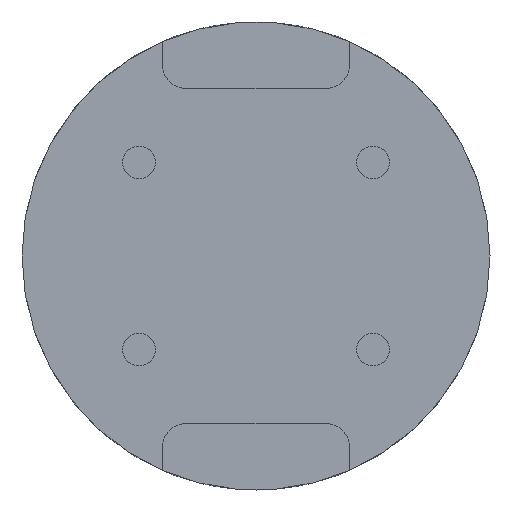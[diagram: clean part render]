
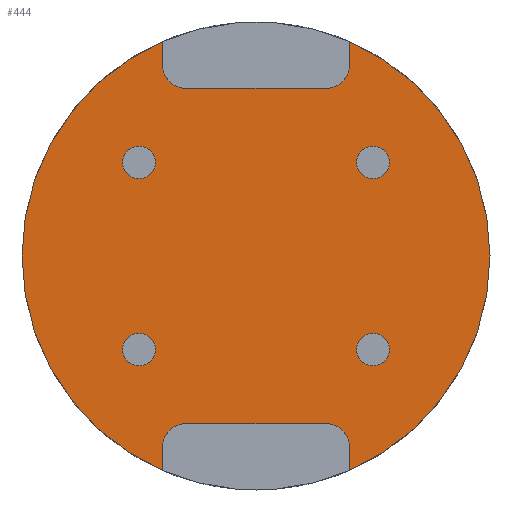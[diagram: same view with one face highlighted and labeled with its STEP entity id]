
A CAD part, front view. The second image highlights one B-rep face of the part: STEP entity #444.
In plain terms, the highlighted planar face has unit normal (0, -1, 0).
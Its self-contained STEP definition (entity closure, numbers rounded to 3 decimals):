
#1=CARTESIAN_POINT('',(2.5,-4.5,2.));
#2=DIRECTION('',(0.,-1.,0.));
#3=DIRECTION('',(1.,0.,0.));
#4=AXIS2_PLACEMENT_3D('',#1,#2,#3);
#6=CARTESIAN_POINT('',(2.5,-4.5,2.));
#7=DIRECTION('',(0.,-1.,0.));
#8=DIRECTION('',(-1.,0.,0.));
#9=AXIS2_PLACEMENT_3D('',#6,#7,#8);
#11=CARTESIAN_POINT('',(2.5,-4.5,-2.));
#12=DIRECTION('',(0.,-1.,0.));
#13=DIRECTION('',(1.,0.,0.));
#14=AXIS2_PLACEMENT_3D('',#11,#12,#13);
#16=CARTESIAN_POINT('',(2.5,-4.5,-2.));
#17=DIRECTION('',(0.,-1.,0.));
#18=DIRECTION('',(-1.,0.,0.));
#19=AXIS2_PLACEMENT_3D('',#16,#17,#18);
#21=CARTESIAN_POINT('',(-2.5,-4.5,2.));
#22=DIRECTION('',(0.,-1.,0.));
#23=DIRECTION('',(1.,0.,0.));
#24=AXIS2_PLACEMENT_3D('',#21,#22,#23);
#26=CARTESIAN_POINT('',(-2.5,-4.5,2.));
#27=DIRECTION('',(0.,-1.,0.));
#28=DIRECTION('',(-1.,0.,0.));
#29=AXIS2_PLACEMENT_3D('',#26,#27,#28);
#31=CARTESIAN_POINT('',(-2.5,-4.5,-2.));
#32=DIRECTION('',(0.,-1.,0.));
#33=DIRECTION('',(1.,0.,0.));
#34=AXIS2_PLACEMENT_3D('',#31,#32,#33);
#36=CARTESIAN_POINT('',(-2.5,-4.5,-2.));
#37=DIRECTION('',(0.,-1.,0.));
#38=DIRECTION('',(-1.,0.,0.));
#39=AXIS2_PLACEMENT_3D('',#36,#37,#38);
#41=DIRECTION('',(0.,0.,1.));
#42=VECTOR('',#41,0.5);
#43=CARTESIAN_POINT('',(2.,-4.5,-4.583));
#44=LINE('',#43,#42);
#45=DIRECTION('',(-1.,0.,0.));
#46=VECTOR('',#45,3.);
#47=CARTESIAN_POINT('',(1.5,-4.5,-3.583));
#48=LINE('',#47,#46);
#49=DIRECTION('',(0.,0.,-1.));
#50=VECTOR('',#49,0.5);
#51=CARTESIAN_POINT('',(-2.,-4.5,-4.083));
#52=LINE('',#51,#50);
#53=CARTESIAN_POINT('',(0.,-4.5,0.));
#54=DIRECTION('',(0.,1.,0.));
#55=DIRECTION('',(-0.4,0.,-0.917));
#56=AXIS2_PLACEMENT_3D('',#53,#54,#55);
#58=CARTESIAN_POINT('',(0.,-4.5,0.));
#59=DIRECTION('',(0.,1.,0.));
#60=DIRECTION('',(-1.,0.,0.));
#61=AXIS2_PLACEMENT_3D('',#58,#59,#60);
#63=DIRECTION('',(0.,0.,-1.));
#64=VECTOR('',#63,0.5);
#65=CARTESIAN_POINT('',(-2.,-4.5,4.583));
#66=LINE('',#65,#64);
#67=DIRECTION('',(1.,0.,0.));
#68=VECTOR('',#67,3.);
#69=CARTESIAN_POINT('',(-1.5,-4.5,3.583));
#70=LINE('',#69,#68);
#71=DIRECTION('',(0.,0.,1.));
#72=VECTOR('',#71,0.5);
#73=CARTESIAN_POINT('',(2.,-4.5,4.083));
#74=LINE('',#73,#72);
#75=CARTESIAN_POINT('',(0.,-4.5,0.));
#76=DIRECTION('',(0.,1.,0.));
#77=DIRECTION('',(0.4,0.,0.917));
#78=AXIS2_PLACEMENT_3D('',#75,#76,#77);
#80=CARTESIAN_POINT('',(0.,-4.5,0.));
#81=DIRECTION('',(0.,1.,0.));
#82=DIRECTION('',(1.,0.,0.));
#83=AXIS2_PLACEMENT_3D('',#80,#81,#82);
#165=CARTESIAN_POINT('',(1.5,-4.5,-4.083));
#166=DIRECTION('',(0.,1.,0.));
#167=DIRECTION('',(0.,0.,1.));
#168=AXIS2_PLACEMENT_3D('',#165,#166,#167);
#224=CARTESIAN_POINT('',(-1.5,-4.5,-4.083));
#225=DIRECTION('',(0.,1.,0.));
#226=DIRECTION('',(-1.,0.,0.));
#227=AXIS2_PLACEMENT_3D('',#224,#225,#226);
#261=CARTESIAN_POINT('',(1.5,-4.5,4.083));
#262=DIRECTION('',(0.,1.,0.));
#263=DIRECTION('',(1.,0.,0.));
#264=AXIS2_PLACEMENT_3D('',#261,#262,#263);
#274=CARTESIAN_POINT('',(-1.5,-4.5,4.083));
#275=DIRECTION('',(0.,1.,0.));
#276=DIRECTION('',(0.,0.,-1.));
#277=AXIS2_PLACEMENT_3D('',#274,#275,#276);
#301=CARTESIAN_POINT('',(5.,-4.5,0.));
#302=VERTEX_POINT('',#301);
#303=CARTESIAN_POINT('',(-5.,-4.5,0.));
#304=VERTEX_POINT('',#303);
#313=CARTESIAN_POINT('',(2.,-4.5,4.583));
#314=VERTEX_POINT('',#313);
#315=CARTESIAN_POINT('',(-2.,-4.5,4.583));
#316=VERTEX_POINT('',#315);
#317=CARTESIAN_POINT('',(2.,-4.5,-4.583));
#318=VERTEX_POINT('',#317);
#319=CARTESIAN_POINT('',(-2.,-4.5,-4.583));
#320=VERTEX_POINT('',#319);
#322=CARTESIAN_POINT('',(-1.5,-4.5,-3.583));
#324=VERTEX_POINT('',#322);
#327=CARTESIAN_POINT('',(-2.,-4.5,-4.083));
#328=VERTEX_POINT('',#327);
#330=CARTESIAN_POINT('',(2.,-4.5,-4.083));
#332=VERTEX_POINT('',#330);
#335=CARTESIAN_POINT('',(1.5,-4.5,-3.583));
#336=VERTEX_POINT('',#335);
#338=CARTESIAN_POINT('',(-2.,-4.5,4.083));
#340=VERTEX_POINT('',#338);
#343=CARTESIAN_POINT('',(-1.5,-4.5,3.583));
#344=VERTEX_POINT('',#343);
#346=CARTESIAN_POINT('',(1.5,-4.5,3.583));
#348=VERTEX_POINT('',#346);
#351=CARTESIAN_POINT('',(2.,-4.5,4.083));
#352=VERTEX_POINT('',#351);
#369=CARTESIAN_POINT('',(2.85,-4.5,2.));
#370=CARTESIAN_POINT('',(2.15,-4.5,2.));
#371=VERTEX_POINT('',#369);
#372=VERTEX_POINT('',#370);
#373=CARTESIAN_POINT('',(2.85,-4.5,-2.));
#374=CARTESIAN_POINT('',(2.15,-4.5,-2.));
#375=VERTEX_POINT('',#373);
#376=VERTEX_POINT('',#374);
#377=CARTESIAN_POINT('',(-2.15,-4.5,2.));
#378=CARTESIAN_POINT('',(-2.85,-4.5,2.));
#379=VERTEX_POINT('',#377);
#380=VERTEX_POINT('',#378);
#381=CARTESIAN_POINT('',(-2.15,-4.5,-2.));
#382=CARTESIAN_POINT('',(-2.85,-4.5,-2.));
#383=VERTEX_POINT('',#381);
#384=VERTEX_POINT('',#382);
#385=CARTESIAN_POINT('',(0.,-4.5,0.));
#386=DIRECTION('',(0.,1.,0.));
#387=DIRECTION('',(1.,0.,0.));
#388=AXIS2_PLACEMENT_3D('',#385,#386,#387);
#389=PLANE('',#388);
#391=ORIENTED_EDGE('',*,*,#390,.T.);
#393=ORIENTED_EDGE('',*,*,#392,.F.);
#395=ORIENTED_EDGE('',*,*,#394,.T.);
#397=ORIENTED_EDGE('',*,*,#396,.F.);
#399=ORIENTED_EDGE('',*,*,#398,.T.);
#401=ORIENTED_EDGE('',*,*,#400,.T.);
#403=ORIENTED_EDGE('',*,*,#402,.T.);
#405=ORIENTED_EDGE('',*,*,#404,.T.);
#407=ORIENTED_EDGE('',*,*,#406,.F.);
#409=ORIENTED_EDGE('',*,*,#408,.T.);
#411=ORIENTED_EDGE('',*,*,#410,.F.);
#413=ORIENTED_EDGE('',*,*,#412,.T.);
#415=ORIENTED_EDGE('',*,*,#414,.T.);
#417=ORIENTED_EDGE('',*,*,#416,.T.);
#418=EDGE_LOOP('',(#391,#393,#395,#397,#399,#401,#403,#405,#407,#409,#411,#413,
#415,#417));
#419=FACE_OUTER_BOUND('',#418,.F.);
#421=ORIENTED_EDGE('',*,*,#420,.T.);
#423=ORIENTED_EDGE('',*,*,#422,.T.);
#424=EDGE_LOOP('',(#421,#423));
#425=FACE_BOUND('',#424,.F.);
#427=ORIENTED_EDGE('',*,*,#426,.T.);
#429=ORIENTED_EDGE('',*,*,#428,.T.);
#430=EDGE_LOOP('',(#427,#429));
#431=FACE_BOUND('',#430,.F.);
#433=ORIENTED_EDGE('',*,*,#432,.T.);
#435=ORIENTED_EDGE('',*,*,#434,.T.);
#436=EDGE_LOOP('',(#433,#435));
#437=FACE_BOUND('',#436,.F.);
#439=ORIENTED_EDGE('',*,*,#438,.T.);
#441=ORIENTED_EDGE('',*,*,#440,.T.);
#442=EDGE_LOOP('',(#439,#441));
#443=FACE_BOUND('',#442,.F.);
#5=CIRCLE('',#4,0.35);
#10=CIRCLE('',#9,0.35);
#15=CIRCLE('',#14,0.35);
#20=CIRCLE('',#19,0.35);
#25=CIRCLE('',#24,0.35);
#30=CIRCLE('',#29,0.35);
#35=CIRCLE('',#34,0.35);
#40=CIRCLE('',#39,0.35);
#57=CIRCLE('',#56,5.);
#62=CIRCLE('',#61,5.);
#79=CIRCLE('',#78,5.);
#84=CIRCLE('',#83,5.);
#169=CIRCLE('',#168,0.5);
#228=CIRCLE('',#227,0.5);
#265=CIRCLE('',#264,0.5);
#278=CIRCLE('',#277,0.5);
#390=EDGE_CURVE('',#318,#332,#44,.T.);
#392=EDGE_CURVE('',#336,#332,#169,.T.);
#394=EDGE_CURVE('',#336,#324,#48,.T.);
#396=EDGE_CURVE('',#328,#324,#228,.T.);
#398=EDGE_CURVE('',#328,#320,#52,.T.);
#400=EDGE_CURVE('',#320,#304,#57,.T.);
#402=EDGE_CURVE('',#304,#316,#62,.T.);
#404=EDGE_CURVE('',#316,#340,#66,.T.);
#406=EDGE_CURVE('',#344,#340,#278,.T.);
#408=EDGE_CURVE('',#344,#348,#70,.T.);
#410=EDGE_CURVE('',#352,#348,#265,.T.);
#412=EDGE_CURVE('',#352,#314,#74,.T.);
#414=EDGE_CURVE('',#314,#302,#79,.T.);
#416=EDGE_CURVE('',#302,#318,#84,.T.);
#420=EDGE_CURVE('',#375,#376,#15,.T.);
#422=EDGE_CURVE('',#376,#375,#20,.T.);
#426=EDGE_CURVE('',#379,#380,#25,.T.);
#428=EDGE_CURVE('',#380,#379,#30,.T.);
#432=EDGE_CURVE('',#383,#384,#35,.T.);
#434=EDGE_CURVE('',#384,#383,#40,.T.);
#438=EDGE_CURVE('',#371,#372,#5,.T.);
#440=EDGE_CURVE('',#372,#371,#10,.T.);
#444=ADVANCED_FACE('',(#419,#425,#431,#437,#443),#389,.F.);
